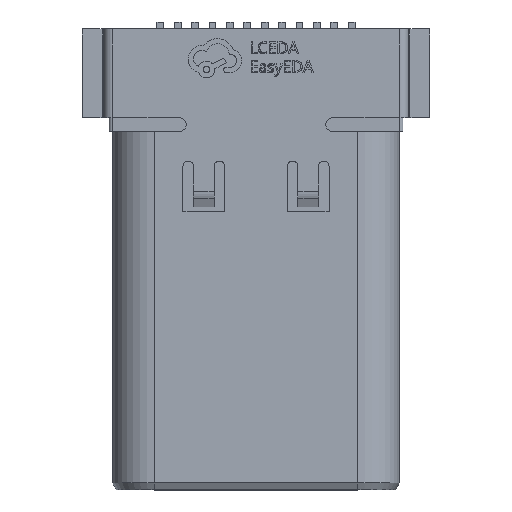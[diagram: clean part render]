
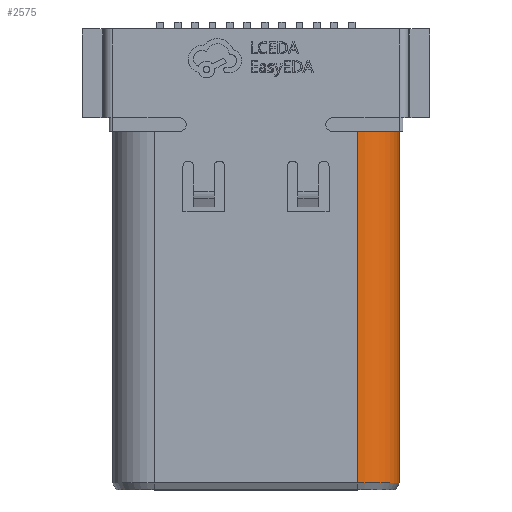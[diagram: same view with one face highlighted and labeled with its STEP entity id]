
A CAD part, top view. The second image highlights one B-rep face of the part: STEP entity #2575.
In plain terms, the highlighted cylindrical face has radius 1.2 mm (diameter 2.4 mm), a partial arc.
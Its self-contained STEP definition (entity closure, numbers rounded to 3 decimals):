
#98 = CARTESIAN_POINT ( 'NONE',  ( 2.925, 3.825, 6.875 ) ) ;
#839 = ORIENTED_EDGE ( 'NONE', *, *, #35275, .T. ) ;
#2243 = EDGE_CURVE ( 'NONE', #32448, #36361, #32694, .T. ) ;
#2575 = ADVANCED_FACE ( 'NONE', ( #22287 ), #33987, .T. ) ;
#3607 = CARTESIAN_POINT ( 'NONE',  ( 2.925, 3.425, 6.875 ) ) ;
#3988 = DIRECTION ( 'NONE',  ( 1., 0., 0. ) ) ;
#4187 = ORIENTED_EDGE ( 'NONE', *, *, #13524, .T. ) ;
#6781 = CARTESIAN_POINT ( 'NONE',  ( 4.125, 3.425, 6.875 ) ) ;
#8927 = EDGE_LOOP ( 'NONE', ( #25886, #4187, #839, #34342 ) ) ;
#9099 = DIRECTION ( 'NONE',  ( 1., 0., 0. ) ) ;
#10512 = VECTOR ( 'NONE', #10986, 1000. ) ;
#10804 = LINE ( 'NONE', #37233, #10512 ) ;
#10986 = DIRECTION ( 'NONE',  ( 0., 1., 0. ) ) ;
#13458 = DIRECTION ( 'NONE',  ( 0., 1., 0. ) ) ;
#13524 = EDGE_CURVE ( 'NONE', #34657, #18569, #37277, .T. ) ;
#14403 = CARTESIAN_POINT ( 'NONE',  ( 2.925, 3.425, 8.075 ) ) ;
#15846 = DIRECTION ( 'NONE',  ( 0., 1., 0. ) ) ;
#16944 = EDGE_CURVE ( 'NONE', #34657, #32448, #10804, .T. ) ;
#17448 = CARTESIAN_POINT ( 'NONE',  ( 2.925, -6.675, 8.075 ) ) ;
#17681 = DIRECTION ( 'NONE',  ( 1., 0., 0. ) ) ;
#18569 = VERTEX_POINT ( 'NONE', #27989 ) ;
#19279 = AXIS2_PLACEMENT_3D ( 'NONE', #3607, #15846, #3988 ) ;
#19795 = CARTESIAN_POINT ( 'NONE',  ( 2.925, -6.675, 6.875 ) ) ;
#22194 = CARTESIAN_POINT ( 'NONE',  ( 4.125, 3.825, 6.875 ) ) ;
#22287 = FACE_OUTER_BOUND ( 'NONE', #8927, .T. ) ;
#23410 = DIRECTION ( 'NONE',  ( 0., 1., 0. ) ) ;
#25589 = AXIS2_PLACEMENT_3D ( 'NONE', #19795, #23410, #17681 ) ;
#25886 = ORIENTED_EDGE ( 'NONE', *, *, #16944, .F. ) ;
#27989 = CARTESIAN_POINT ( 'NONE',  ( 4.125, -6.675, 6.875 ) ) ;
#28118 = LINE ( 'NONE', #22194, #28916 ) ;
#28916 = VECTOR ( 'NONE', #13458, 1000. ) ;
#32194 = DIRECTION ( 'NONE',  ( 0., -1., 0. ) ) ;
#32448 = VERTEX_POINT ( 'NONE', #14403 ) ;
#32694 = CIRCLE ( 'NONE', #19279, 1.2 ) ;
#33987 = CYLINDRICAL_SURFACE ( 'NONE', #36467, 1.2 ) ;
#34342 = ORIENTED_EDGE ( 'NONE', *, *, #2243, .F. ) ;
#34657 = VERTEX_POINT ( 'NONE', #17448 ) ;
#35275 = EDGE_CURVE ( 'NONE', #18569, #36361, #28118, .T. ) ;
#36361 = VERTEX_POINT ( 'NONE', #6781 ) ;
#36467 = AXIS2_PLACEMENT_3D ( 'NONE', #98, #32194, #9099 ) ;
#37233 = CARTESIAN_POINT ( 'NONE',  ( 2.925, 3.825, 8.075 ) ) ;
#37277 = CIRCLE ( 'NONE', #25589, 1.2 ) ;
